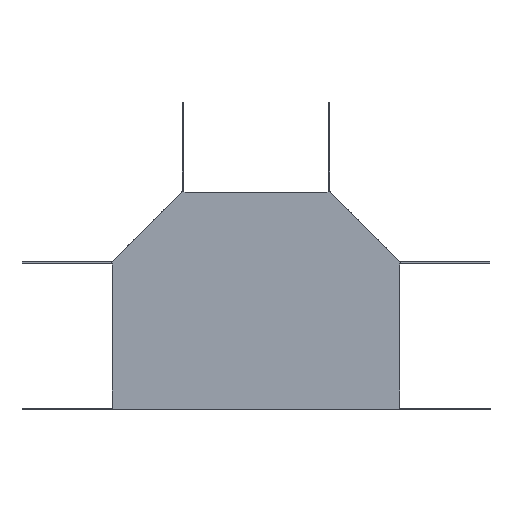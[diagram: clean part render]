
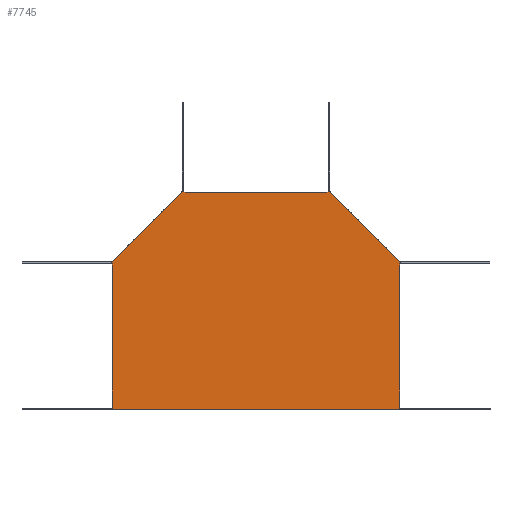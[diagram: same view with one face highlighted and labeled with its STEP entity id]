
A CAD part, front view. The second image highlights one B-rep face of the part: STEP entity #7745.
In plain terms, the highlighted planar face has unit normal (0, -1, 0).
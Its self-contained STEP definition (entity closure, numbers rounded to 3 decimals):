
#23 = CARTESIAN_POINT ( 'NONE',  ( -95.863, 0., 48.549 ) ) ;
#60 = CARTESIAN_POINT ( 'NONE',  ( -95.718, 0., 48.269 ) ) ;
#77 = VECTOR ( 'NONE', #3837, 1000. ) ;
#81 = CARTESIAN_POINT ( 'NONE',  ( -95.597, 0., 47.978 ) ) ;
#84 = CARTESIAN_POINT ( 'NONE',  ( -72.206, 0., 72.206 ) ) ;
#115 = CARTESIAN_POINT ( 'NONE',  ( -95.403, 0., 47.374 ) ) ;
#219 = CARTESIAN_POINT ( 'NONE',  ( -95.262, 0., 46.746 ) ) ;
#226 = DIRECTION ( 'NONE',  ( 0., 0., 1. ) ) ;
#274 = CARTESIAN_POINT ( 'NONE',  ( -95.332, 0., 47.059 ) ) ;
#377 = CARTESIAN_POINT ( 'NONE',  ( 48.699, 0., 95.713 ) ) ;
#594 = EDGE_CURVE ( 'NONE', #6721, #1413, #2885, .T. ) ;
#656 = EDGE_CURVE ( 'NONE', #6849, #3722, #4464, .T. ) ;
#857 = CARTESIAN_POINT ( 'NONE',  ( -95.262, 0., -49.15 ) ) ;
#900 = EDGE_CURVE ( 'NONE', #6849, #5988, #1250, .T. ) ;
#1023 = EDGE_CURVE ( 'NONE', #1573, #3160, #3534, .T. ) ;
#1106 = CARTESIAN_POINT ( 'NONE',  ( 0., 0., -49.15 ) ) ;
#1169 = EDGE_CURVE ( 'NONE', #5988, #6637, #4873, .T. ) ;
#1179 = EDGE_CURVE ( 'NONE', #4182, #7663, #5493, .T. ) ;
#1250 = LINE ( 'NONE', #2293, #6718 ) ;
#1366 = VECTOR ( 'NONE', #7496, 1000. ) ;
#1413 = VERTEX_POINT ( 'NONE', #377 ) ;
#1568 = EDGE_CURVE ( 'NONE', #1413, #3722, #2370, .T. ) ;
#1573 = VERTEX_POINT ( 'NONE', #4700 ) ;
#1827 = ORIENTED_EDGE ( 'NONE', *, *, #2669, .F. ) ;
#1844 = ORIENTED_EDGE ( 'NONE', *, *, #656, .T. ) ;
#2029 = FACE_OUTER_BOUND ( 'NONE', #7177, .T. ) ;
#2293 = CARTESIAN_POINT ( 'NONE',  ( 95.262, 0., 49.15 ) ) ;
#2363 = EDGE_CURVE ( 'NONE', #6637, #7347, #7771, .T. ) ;
#2368 = DIRECTION ( 'NONE',  ( 0., 0., -1. ) ) ;
#2370 = LINE ( 'NONE', #3014, #7034 ) ;
#2489 = LINE ( 'NONE', #7481, #1366 ) ;
#2517 = EDGE_CURVE ( 'NONE', #3006, #7347, #5059, .T. ) ;
#2669 = EDGE_CURVE ( 'NONE', #3160, #7663, #4474, .T. ) ;
#2885 = B_SPLINE_CURVE_WITH_KNOTS ( 'NONE', 3,
 ( #4485, #5478, #5384, #5964, #5678, #3545 ),
 .UNSPECIFIED., .F., .F.,
 ( 4, 2, 4 ),
 ( 0.001, 0.002, 0.003 ),
 .UNSPECIFIED. ) ;
#2972 = EDGE_CURVE ( 'NONE', #4182, #6721, #2489, .T. ) ;
#3006 = VERTEX_POINT ( 'NONE', #7331 ) ;
#3014 = CARTESIAN_POINT ( 'NONE',  ( 72.206, 0., 72.206 ) ) ;
#3148 = CARTESIAN_POINT ( 'NONE',  ( 95.262, 0., -49.15 ) ) ;
#3160 = VERTEX_POINT ( 'NONE', #6035 ) ;
#3317 = ORIENTED_EDGE ( 'NONE', *, *, #1568, .F. ) ;
#3361 = CARTESIAN_POINT ( 'NONE',  ( 95.262, 0., -47.45 ) ) ;
#3369 = EDGE_CURVE ( 'NONE', #3006, #1573, #7087, .T. ) ;
#3396 = CARTESIAN_POINT ( 'NONE',  ( 95.597, 0., 47.978 ) ) ;
#3408 = CARTESIAN_POINT ( 'NONE',  ( 95.262, 0., 46.746 ) ) ;
#3431 = CARTESIAN_POINT ( 'NONE',  ( 95.718, 0., 48.269 ) ) ;
#3534 = B_SPLINE_CURVE_WITH_KNOTS ( 'NONE', 3,
 ( #219, #274, #115, #81, #60, #23 ),
 .UNSPECIFIED., .F., .F.,
 ( 4, 2, 4 ),
 ( 0.001, 0.002, 0.003 ),
 .UNSPECIFIED. ) ;
#3545 = CARTESIAN_POINT ( 'NONE',  ( 48.699, 0., 95.713 ) ) ;
#3556 = CARTESIAN_POINT ( 'NONE',  ( -48.699, 0., 95.713 ) ) ;
#3722 = VERTEX_POINT ( 'NONE', #3861 ) ;
#3837 = DIRECTION ( 'NONE',  ( 0., 0., 1. ) ) ;
#3861 = CARTESIAN_POINT ( 'NONE',  ( 95.863, 0., 48.549 ) ) ;
#3867 = CARTESIAN_POINT ( 'NONE',  ( -95.262, 0., -49.15 ) ) ;
#3874 = ORIENTED_EDGE ( 'NONE', *, *, #900, .F. ) ;
#4109 = ORIENTED_EDGE ( 'NONE', *, *, #3369, .F. ) ;
#4182 = VERTEX_POINT ( 'NONE', #4871 ) ;
#4357 = CARTESIAN_POINT ( 'NONE',  ( 95.332, 0., 47.059 ) ) ;
#4366 = PLANE ( 'NONE',  #7252 ) ;
#4412 = CARTESIAN_POINT ( 'NONE',  ( 95.262, 0., 46.746 ) ) ;
#4443 = CARTESIAN_POINT ( 'NONE',  ( 95.403, 0., 47.374 ) ) ;
#4464 = B_SPLINE_CURVE_WITH_KNOTS ( 'NONE', 3,
 ( #3408, #4357, #4443, #3396, #3431, #5402 ),
 .UNSPECIFIED., .F., .F.,
 ( 4, 2, 4 ),
 ( 0.001, 0.002, 0.003 ),
 .UNSPECIFIED. ) ;
#4474 = LINE ( 'NONE', #84, #6822 ) ;
#4485 = CARTESIAN_POINT ( 'NONE',  ( 46.896, 0., 95.112 ) ) ;
#4637 = VECTOR ( 'NONE', #6013, 1000. ) ;
#4700 = CARTESIAN_POINT ( 'NONE',  ( -95.262, 0., 46.746 ) ) ;
#4706 = ORIENTED_EDGE ( 'NONE', *, *, #594, .F. ) ;
#4758 = VECTOR ( 'NONE', #6779, 1000. ) ;
#4871 = CARTESIAN_POINT ( 'NONE',  ( -46.896, 0., 95.112 ) ) ;
#4873 = LINE ( 'NONE', #6199, #4932 ) ;
#4903 = CARTESIAN_POINT ( 'NONE',  ( -48.699, 0., 95.713 ) ) ;
#4932 = VECTOR ( 'NONE', #6103, 1000. ) ;
#4976 = CARTESIAN_POINT ( 'NONE',  ( -48.419, 0., 95.568 ) ) ;
#4993 = CARTESIAN_POINT ( 'NONE',  ( -48.128, 0., 95.447 ) ) ;
#5056 = CARTESIAN_POINT ( 'NONE',  ( 0., 0., 0. ) ) ;
#5059 = LINE ( 'NONE', #6802, #4758 ) ;
#5384 = CARTESIAN_POINT ( 'NONE',  ( 47.524, 0., 95.253 ) ) ;
#5402 = CARTESIAN_POINT ( 'NONE',  ( 95.863, 0., 48.549 ) ) ;
#5410 = CARTESIAN_POINT ( 'NONE',  ( -46.896, 0., 95.112 ) ) ;
#5478 = CARTESIAN_POINT ( 'NONE',  ( 47.209, 0., 95.182 ) ) ;
#5493 = B_SPLINE_CURVE_WITH_KNOTS ( 'NONE', 3,
 ( #5410, #7716, #6686, #4993, #4976, #4903 ),
 .UNSPECIFIED., .F., .F.,
 ( 4, 2, 4 ),
 ( 0.001, 0.002, 0.003 ),
 .UNSPECIFIED. ) ;
#5596 = CARTESIAN_POINT ( 'NONE',  ( 46.896, 0., 95.112 ) ) ;
#5678 = CARTESIAN_POINT ( 'NONE',  ( 48.419, 0., 95.568 ) ) ;
#5964 = CARTESIAN_POINT ( 'NONE',  ( 48.128, 0., 95.447 ) ) ;
#5988 = VERTEX_POINT ( 'NONE', #3361 ) ;
#6013 = DIRECTION ( 'NONE',  ( -1., 0., 0. ) ) ;
#6035 = CARTESIAN_POINT ( 'NONE',  ( -95.863, 0., 48.549 ) ) ;
#6073 = ORIENTED_EDGE ( 'NONE', *, *, #1179, .T. ) ;
#6103 = DIRECTION ( 'NONE',  ( 0., 0., -1. ) ) ;
#6199 = CARTESIAN_POINT ( 'NONE',  ( 95.262, 0., 0. ) ) ;
#6300 = ORIENTED_EDGE ( 'NONE', *, *, #2517, .T. ) ;
#6637 = VERTEX_POINT ( 'NONE', #3148 ) ;
#6686 = CARTESIAN_POINT ( 'NONE',  ( -47.524, 0., 95.253 ) ) ;
#6718 = VECTOR ( 'NONE', #2368, 1000. ) ;
#6721 = VERTEX_POINT ( 'NONE', #5596 ) ;
#6779 = DIRECTION ( 'NONE',  ( 0., 0., -1. ) ) ;
#6802 = CARTESIAN_POINT ( 'NONE',  ( -95.262, 0., -47.45 ) ) ;
#6822 = VECTOR ( 'NONE', #7543, 1000. ) ;
#6849 = VERTEX_POINT ( 'NONE', #4412 ) ;
#7034 = VECTOR ( 'NONE', #7531, 1000. ) ;
#7087 = LINE ( 'NONE', #3867, #77 ) ;
#7127 = ORIENTED_EDGE ( 'NONE', *, *, #2972, .F. ) ;
#7177 = EDGE_LOOP ( 'NONE', ( #7127, #6073, #1827, #7623, #4109, #6300, #7511, #7768, #3874, #1844, #3317, #4706 ) ) ;
#7252 = AXIS2_PLACEMENT_3D ( 'NONE', #5056, #7260, #226 ) ;
#7260 = DIRECTION ( 'NONE',  ( 0., 1., 0. ) ) ;
#7331 = CARTESIAN_POINT ( 'NONE',  ( -95.262, 0., -47.45 ) ) ;
#7347 = VERTEX_POINT ( 'NONE', #857 ) ;
#7481 = CARTESIAN_POINT ( 'NONE',  ( -49.3, 0., 95.112 ) ) ;
#7496 = DIRECTION ( 'NONE',  ( 1., 0., 0. ) ) ;
#7511 = ORIENTED_EDGE ( 'NONE', *, *, #2363, .F. ) ;
#7531 = DIRECTION ( 'NONE',  ( 0.707, 0., -0.707 ) ) ;
#7543 = DIRECTION ( 'NONE',  ( 0.707, 0., 0.707 ) ) ;
#7623 = ORIENTED_EDGE ( 'NONE', *, *, #1023, .F. ) ;
#7663 = VERTEX_POINT ( 'NONE', #3556 ) ;
#7716 = CARTESIAN_POINT ( 'NONE',  ( -47.209, 0., 95.182 ) ) ;
#7745 = ADVANCED_FACE ( 'NONE', ( #2029 ), #4366, .F. ) ;
#7768 = ORIENTED_EDGE ( 'NONE', *, *, #1169, .F. ) ;
#7771 = LINE ( 'NONE', #1106, #4637 ) ;
